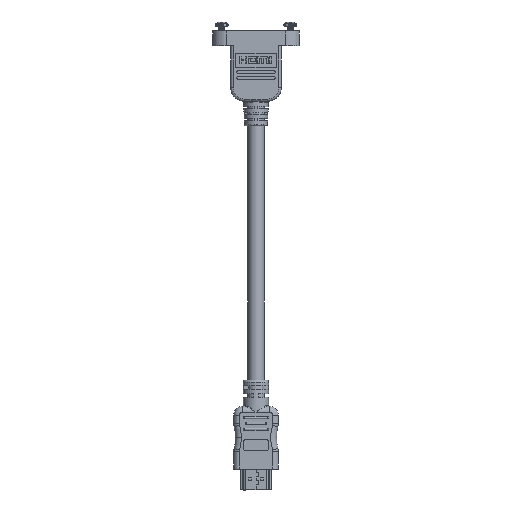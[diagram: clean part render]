
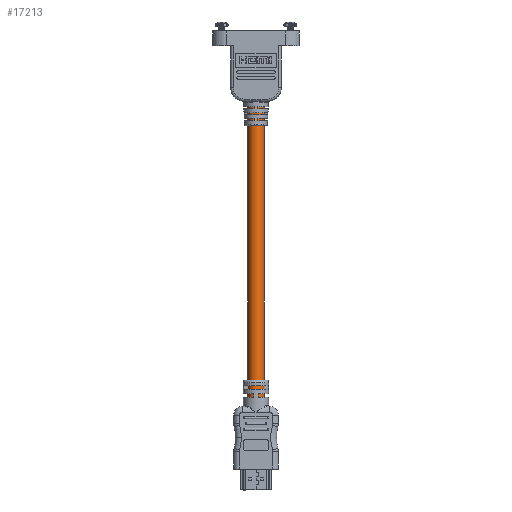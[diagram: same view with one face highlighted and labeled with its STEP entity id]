
A CAD part, front view. The second image highlights one B-rep face of the part: STEP entity #17213.
In plain terms, the highlighted cylindrical face has radius 3.65 mm (diameter 7.3 mm), a partial arc.
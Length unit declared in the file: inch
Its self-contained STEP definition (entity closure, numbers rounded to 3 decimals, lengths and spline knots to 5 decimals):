
#344 = DIRECTION ( 'NONE',  ( 1., 0., 0. ) ) ;
#374 = AXIS2_PLACEMENT_3D ( 'NONE', #135157, #67836, #344 ) ;
#6723 = CARTESIAN_POINT ( 'NONE',  ( 0., 0., -5. ) ) ;
#11526 = CIRCLE ( 'NONE', #106605, 0.1437 ) ;
#15844 = LINE ( 'NONE', #22012, #132020 ) ;
#17213 = ADVANCED_FACE ( 'NONE', ( #118498 ), #144824, .T. ) ;
#18656 = EDGE_CURVE ( 'NONE', #94591, #53534, #47304, .T. ) ;
#18914 = CARTESIAN_POINT ( 'NONE',  ( 0., 0., -5. ) ) ;
#22012 = CARTESIAN_POINT ( 'NONE',  ( 0.1437, 0., -5. ) ) ;
#26382 = CARTESIAN_POINT ( 'NONE',  ( -0.1437, 0., -5. ) ) ;
#27675 = DIRECTION ( 'NONE',  ( 0., 0., 1. ) ) ;
#30235 = DIRECTION ( 'NONE',  ( 1., 0., 0. ) ) ;
#32608 = VERTEX_POINT ( 'NONE', #26382 ) ;
#32651 = EDGE_LOOP ( 'NONE', ( #75397, #50401, #60775, #136308 ) ) ;
#33377 = DIRECTION ( 'NONE',  ( 0., 0., 1. ) ) ;
#35736 = LINE ( 'NONE', #61695, #122094 ) ;
#39722 = EDGE_CURVE ( 'NONE', #32608, #94591, #35736, .T. ) ;
#45196 = CARTESIAN_POINT ( 'NONE',  ( -0.1437, 0., 0. ) ) ;
#47304 = CIRCLE ( 'NONE', #374, 0.1437 ) ;
#50401 = ORIENTED_EDGE ( 'NONE', *, *, #72607, .T. ) ;
#53534 = VERTEX_POINT ( 'NONE', #97275 ) ;
#56240 = CARTESIAN_POINT ( 'NONE',  ( 0.1437, 0., -5. ) ) ;
#56432 = VERTEX_POINT ( 'NONE', #56240 ) ;
#60775 = ORIENTED_EDGE ( 'NONE', *, *, #135900, .T. ) ;
#61695 = CARTESIAN_POINT ( 'NONE',  ( -0.1437, 0., -5. ) ) ;
#67836 = DIRECTION ( 'NONE',  ( 0., 0., 1. ) ) ;
#72607 = EDGE_CURVE ( 'NONE', #32608, #56432, #11526, .T. ) ;
#72884 = AXIS2_PLACEMENT_3D ( 'NONE', #6723, #130261, #84978 ) ;
#75397 = ORIENTED_EDGE ( 'NONE', *, *, #39722, .F. ) ;
#84978 = DIRECTION ( 'NONE',  ( 1., 0., 0. ) ) ;
#94591 = VERTEX_POINT ( 'NONE', #45196 ) ;
#97275 = CARTESIAN_POINT ( 'NONE',  ( 0.1437, 0., 0. ) ) ;
#97720 = DIRECTION ( 'NONE',  ( 0., 0., 1. ) ) ;
#106605 = AXIS2_PLACEMENT_3D ( 'NONE', #18914, #97720, #30235 ) ;
#118498 = FACE_OUTER_BOUND ( 'NONE', #32651, .T. ) ;
#122094 = VECTOR ( 'NONE', #27675, 39.37008 ) ;
#130261 = DIRECTION ( 'NONE',  ( 0., 0., 1. ) ) ;
#132020 = VECTOR ( 'NONE', #33377, 39.37008 ) ;
#135157 = CARTESIAN_POINT ( 'NONE',  ( 0., 0., 0. ) ) ;
#135900 = EDGE_CURVE ( 'NONE', #56432, #53534, #15844, .T. ) ;
#136308 = ORIENTED_EDGE ( 'NONE', *, *, #18656, .F. ) ;
#144824 = CYLINDRICAL_SURFACE ( 'NONE', #72884, 0.1437 ) ;
